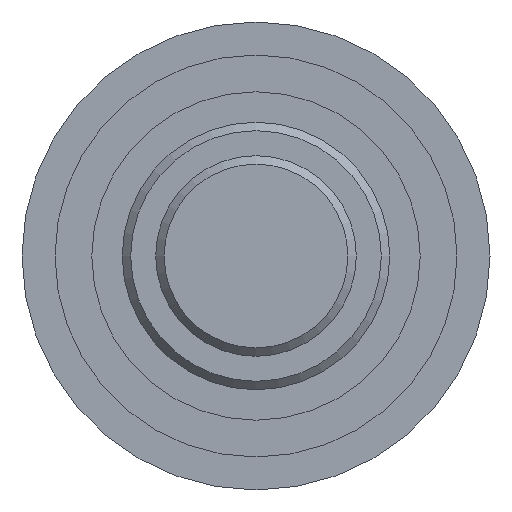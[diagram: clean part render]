
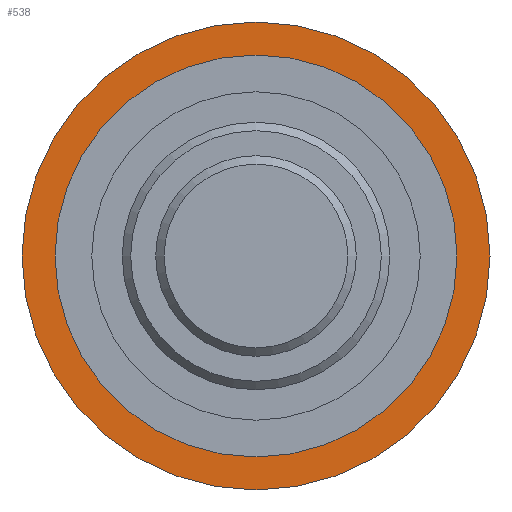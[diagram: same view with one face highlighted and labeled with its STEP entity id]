
A CAD part, front view. The second image highlights one B-rep face of the part: STEP entity #538.
In plain terms, the highlighted planar face has unit normal (0, -1, 0).
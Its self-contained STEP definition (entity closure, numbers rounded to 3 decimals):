
#22=FACE_BOUND('',#105,.T.);
#35=PLANE('',#609);
#63=FACE_OUTER_BOUND('',#104,.T.);
#104=EDGE_LOOP('',(#388));
#105=EDGE_LOOP('',(#389));
#143=CIRCLE('',#608,12.025);
#144=CIRCLE('',#610,14.);
#247=VERTEX_POINT('',#925);
#248=VERTEX_POINT('',#929);
#298=EDGE_CURVE('',#247,#247,#143,.T.);
#300=EDGE_CURVE('',#248,#248,#144,.T.);
#388=ORIENTED_EDGE('',*,*,#300,.T.);
#389=ORIENTED_EDGE('',*,*,#298,.F.);
#538=ADVANCED_FACE('',(#63,#22),#35,.T.);
#608=AXIS2_PLACEMENT_3D('',#926,#709,#710);
#609=AXIS2_PLACEMENT_3D('',#928,#712,#713);
#610=AXIS2_PLACEMENT_3D('',#930,#714,#715);
#709=DIRECTION('center_axis',(0.,-1.,0.));
#710=DIRECTION('ref_axis',(1.,0.,0.));
#712=DIRECTION('center_axis',(0.,-1.,0.));
#713=DIRECTION('ref_axis',(0.,0.,-1.));
#714=DIRECTION('center_axis',(0.,-1.,0.));
#715=DIRECTION('ref_axis',(1.,0.,0.));
#925=CARTESIAN_POINT('',(-14.621,44.578,26.42));
#926=CARTESIAN_POINT('Origin',(-2.596,44.578,26.42));
#928=CARTESIAN_POINT('Origin',(9.429,44.578,26.42));
#929=CARTESIAN_POINT('',(-16.596,44.578,26.42));
#930=CARTESIAN_POINT('Origin',(-2.596,44.578,26.42));
